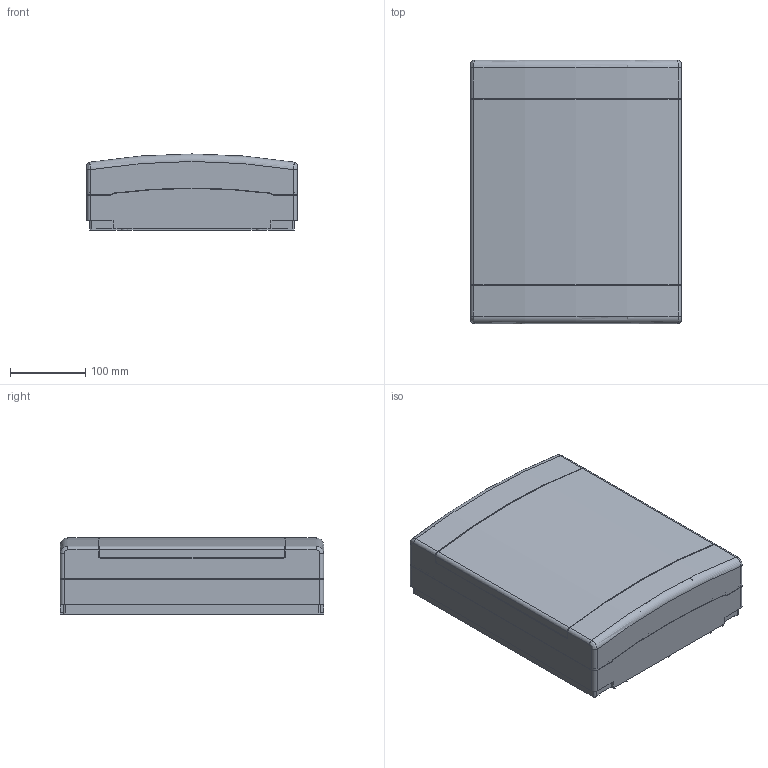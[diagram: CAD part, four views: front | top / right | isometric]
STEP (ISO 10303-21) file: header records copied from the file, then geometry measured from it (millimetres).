
FILE_DESCRIPTION((''),'2;1');
FILE_NAME('GW40047_ASM','2021-08-03T16:05:06',('user'),('Axiro Italia'),'CREO PARAMETRIC BY PTC INC, 2020354','CREO PARAMETRIC BY PTC INC, 2020354','');
FILE_SCHEMA(('CONFIG_CONTROL_DESIGN'));
Length unit declared in the file: millimetre
Products named in the file (4): GW40047_SCATOLA_OR; GW40047_COPERCHIO_OR; GUIDA_DIN_12_X; GW40047_ASM
Assembly tree (4 placements, depth 2):
  GW40047_ASM
    GW40047_SCATOLA_OR
    GW40047_COPERCHIO_OR
    GUIDA_DIN_12_X  x2
Bounding box: 280 x 350 x 101.11 mm (x, y, z)
Volume: 2755082 mm3; surface area: 727578.5 mm2
Topology: 4 solids, 4 shells, 986 faces, 2668 edges, 1764 vertices
Faces by surface type: plane 683, cylinder 193, cone 68, bspline 20, extrusion 12, torus 10
Entity records: 30949 total; most frequent: CARTESIAN_POINT 6573, ORIENTED_EDGE 5144, DIRECTION 4892, EDGE_CURVE 2572, VECTOR 1948, LINE 1936, VERTEX_POINT 1700, AXIS2_PLACEMENT_3D 1472
